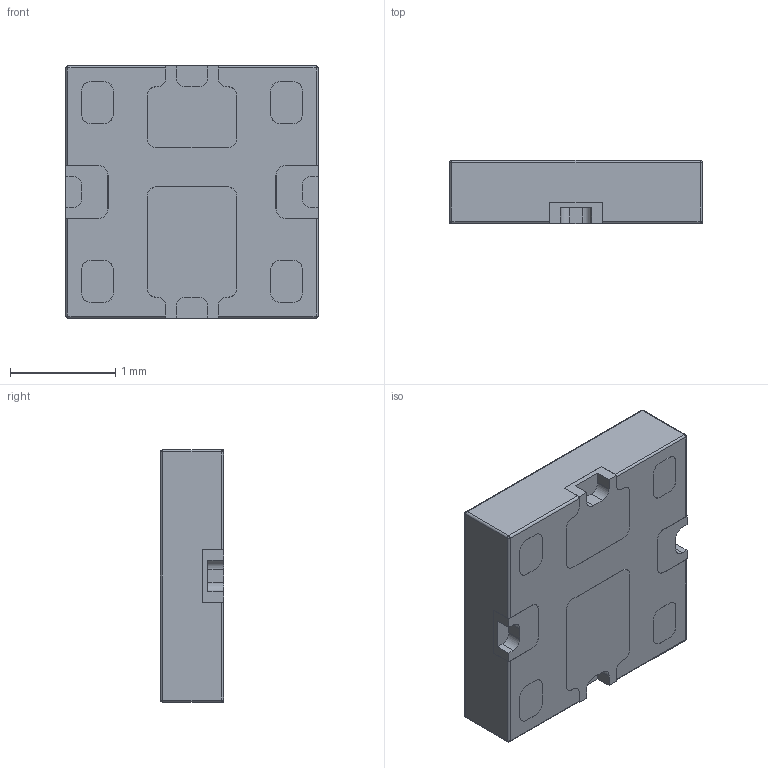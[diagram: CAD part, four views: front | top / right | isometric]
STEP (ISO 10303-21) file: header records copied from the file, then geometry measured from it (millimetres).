
FILE_DESCRIPTION (( 'STEP AP214' ), '1' );
FILE_NAME ('SFH 7018A.STEP', '2024-04-16T10:14:52', ( 'Tashadra' ), ( '' ), 'SwSTEP 2.0', 'SolidWorks 2016', '' );
FILE_SCHEMA (( 'AUTOMOTIVE_DESIGN' ));
Length unit declared in the file: millimetre
Products named in the file (1): SFH 7018A
Bounding box: 2.4 x 0.6 x 2.4 mm (x, y, z)
Volume: 3.3 mm3; surface area: 31.6 mm2
Topology: 9 solids, 9 shells, 258 faces, 680 edges, 440 vertices
Faces by surface type: plane 144, cylinder 106, sphere 8
Entity records: 9276 total; most frequent: DIRECTION 1402, CARTESIAN_POINT 1371, ORIENTED_EDGE 1344, EDGE_CURVE 672, AXIS2_PLACEMENT_3D 471, VECTOR 460, LINE 460, VERTEX_POINT 440
